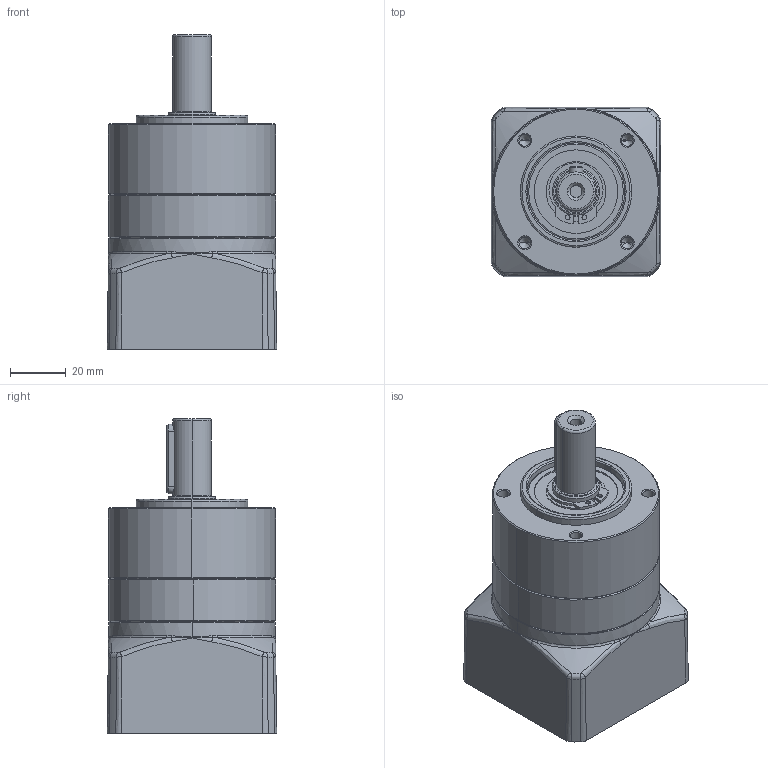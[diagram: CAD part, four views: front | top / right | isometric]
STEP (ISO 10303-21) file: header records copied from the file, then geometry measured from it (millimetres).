
FILE_DESCRIPTION (( 'STEP AP203' ), '1' );
FILE_NAME ('PG060-L1-14-50-70-M4-32.STEP', '2021-07-24T05:25:06', ( '' ), ( '' ), 'SwSTEP 2.0', 'SolidWorks 2018', '' );
FILE_SCHEMA (( 'CONFIG_CONTROL_DESIGN' ));
Length unit declared in the file: millimetre
Products named in the file (10): 单边锁输入轴PG060-14; socket head cap screw_am_B18.3.1M - 4 x 0.7 x 6 Hex SHCS -- 6NHX; 怀堤俴陎殤PG060; 怀堤粣縐銅17; 儕陬PG060-50X40XM4; PG060-L1-14-50-70-M4-32; socket head cap screw_am_B18.3.1M - 5 x 0.8 x 20 Hex SHCS -- 20NHX; 6003-2RZ粣創; 内齿圈PG060-D108; 怀堤傷褲极PG060-1
Assembly tree (14 placements, depth 2):
  PG060-L1-14-50-70-M4-32
    单边锁输入轴PG060-14
    内齿圈PG060-D108
    怀堤俴陎殤PG060
    socket head cap screw_am_B18.3.1M - 5 x 0.8 x 20 Hex SHCS -- 20NHX
    socket head cap screw_am_B18.3.1M - 4 x 0.7 x 6 Hex SHCS -- 6NHX  x6
    6003-2RZ粣創
    怀堤粣縐銅17
    怀堤傷褲极PG060-1
    儕陬PG060-50X40XM4
Bounding box: 60.84 x 60.84 x 113 mm (x, y, z)
Volume: 190076.2 mm3; surface area: 60638.6 mm2
Topology: 14 solids, 14 shells, 656 faces, 1518 edges, 912 vertices
Faces by surface type: plane 204, cylinder 146, cone 144, bspline 95, torus 63, sphere 4
Entity records: 21090 total; most frequent: CARTESIAN_POINT 8434, ORIENTED_EDGE 2432, DIRECTION 2352, EDGE_CURVE 1216, AXIS2_PLACEMENT_3D 990, VERTEX_POINT 747, EDGE_LOOP 583, CIRCLE 547
